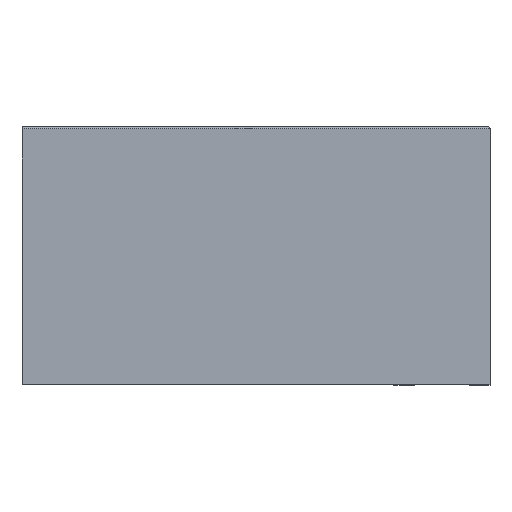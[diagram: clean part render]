
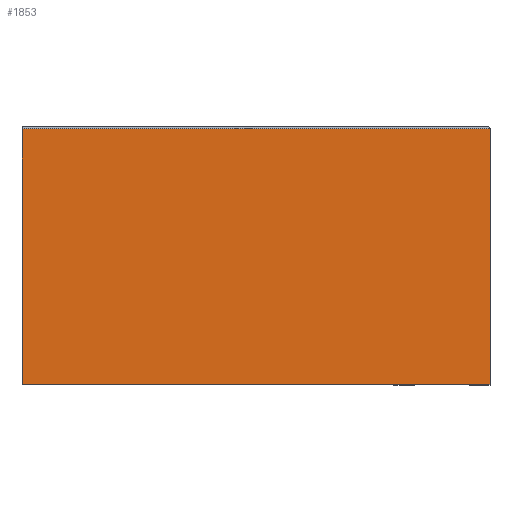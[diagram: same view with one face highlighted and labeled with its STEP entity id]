
A CAD part, top view. The second image highlights one B-rep face of the part: STEP entity #1853.
In plain terms, the highlighted planar face has unit normal (0, 0, 1).
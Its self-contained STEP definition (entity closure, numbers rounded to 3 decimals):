
#33 = ORIENTED_EDGE ( 'NONE', *, *, #184, .F. ) ;
#48 = DIRECTION ( 'NONE',  ( 0., -1., 0. ) ) ;
#55 = AXIS2_PLACEMENT_3D ( 'NONE', #437, #706, #883 ) ;
#184 = EDGE_CURVE ( 'NONE', #658, #862, #1861, .T. ) ;
#292 = DIRECTION ( 'NONE',  ( 1., 0., 0. ) ) ;
#325 = DIRECTION ( 'NONE',  ( 1., 0., 0. ) ) ;
#437 = CARTESIAN_POINT ( 'NONE',  ( 0., 0., 0. ) ) ;
#469 = CARTESIAN_POINT ( 'NONE',  ( 0., 119.52, 0. ) ) ;
#602 = EDGE_CURVE ( 'NONE', #658, #1416, #1547, .T. ) ;
#658 = VERTEX_POINT ( 'NONE', #1725 ) ;
#682 = EDGE_LOOP ( 'NONE', ( #1160, #1920, #33, #1940 ) ) ;
#706 = DIRECTION ( 'NONE',  ( 0., 0., 1. ) ) ;
#741 = FACE_OUTER_BOUND ( 'NONE', #682, .T. ) ;
#814 = LINE ( 'NONE', #1428, #1954 ) ;
#862 = VERTEX_POINT ( 'NONE', #1949 ) ;
#883 = DIRECTION ( 'NONE',  ( 1., 0., 0. ) ) ;
#1013 = CARTESIAN_POINT ( 'NONE',  ( 0., 0., 0. ) ) ;
#1129 = LINE ( 'NONE', #1613, #1565 ) ;
#1151 = EDGE_CURVE ( 'NONE', #862, #1797, #814, .T. ) ;
#1160 = ORIENTED_EDGE ( 'NONE', *, *, #1515, .T. ) ;
#1190 = PLANE ( 'NONE',  #55 ) ;
#1389 = CARTESIAN_POINT ( 'NONE',  ( 0., 0., 0. ) ) ;
#1416 = VERTEX_POINT ( 'NONE', #1013 ) ;
#1428 = CARTESIAN_POINT ( 'NONE',  ( 219., 0., 0. ) ) ;
#1515 = EDGE_CURVE ( 'NONE', #1416, #1797, #1129, .T. ) ;
#1547 = LINE ( 'NONE', #1389, #1967 ) ;
#1562 = VECTOR ( 'NONE', #292, 1000. ) ;
#1565 = VECTOR ( 'NONE', #325, 1000. ) ;
#1613 = CARTESIAN_POINT ( 'NONE',  ( 0., 0., 0. ) ) ;
#1700 = CARTESIAN_POINT ( 'NONE',  ( 219., 0., 0. ) ) ;
#1725 = CARTESIAN_POINT ( 'NONE',  ( 0., 119.52, 0. ) ) ;
#1797 = VERTEX_POINT ( 'NONE', #1700 ) ;
#1853 = ADVANCED_FACE ( 'NONE', ( #741 ), #1190, .T. ) ;
#1861 = LINE ( 'NONE', #469, #1562 ) ;
#1869 = DIRECTION ( 'NONE',  ( 0., -1., 0. ) ) ;
#1920 = ORIENTED_EDGE ( 'NONE', *, *, #1151, .F. ) ;
#1940 = ORIENTED_EDGE ( 'NONE', *, *, #602, .T. ) ;
#1949 = CARTESIAN_POINT ( 'NONE',  ( 219., 119.52, 0. ) ) ;
#1954 = VECTOR ( 'NONE', #48, 1000. ) ;
#1967 = VECTOR ( 'NONE', #1869, 1000. ) ;
